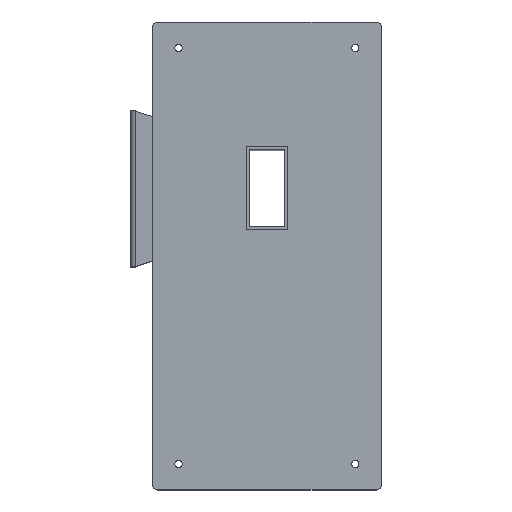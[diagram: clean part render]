
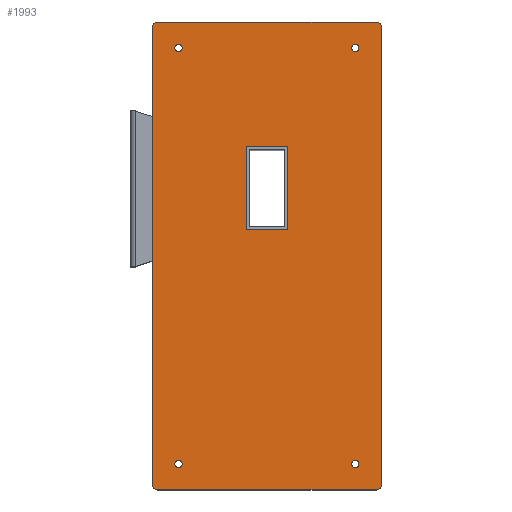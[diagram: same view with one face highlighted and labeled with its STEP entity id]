
A CAD part, top view. The second image highlights one B-rep face of the part: STEP entity #1993.
In plain terms, the highlighted planar face has unit normal (0, 0, 1).
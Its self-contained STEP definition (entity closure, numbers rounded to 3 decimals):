
#16 = CIRCLE ( 'NONE', #2158, 3.5 ) ;
#22 = CARTESIAN_POINT ( 'NONE',  ( 88.5, -265., 5. ) ) ;
#39 = VERTEX_POINT ( 'NONE', #1278 ) ;
#60 = VECTOR ( 'NONE', #1077, 1000. ) ;
#83 = CARTESIAN_POINT ( 'NONE',  ( 20., 40., 5. ) ) ;
#88 = CARTESIAN_POINT ( 'NONE',  ( -20., -40., 5. ) ) ;
#90 = EDGE_CURVE ( 'NONE', #1343, #1343, #16, .T. ) ;
#104 = PLANE ( 'NONE',  #1752 ) ;
#118 = DIRECTION ( 'NONE',  ( 0., 1., 0. ) ) ;
#126 = CARTESIAN_POINT ( 'NONE',  ( -20., 40., 5. ) ) ;
#151 = VERTEX_POINT ( 'NONE', #311 ) ;
#153 = CARTESIAN_POINT ( 'NONE',  ( 110., 155., 5. ) ) ;
#156 = ORIENTED_EDGE ( 'NONE', *, *, #1292, .T. ) ;
#161 = CIRCLE ( 'NONE', #838, 5. ) ;
#225 = CIRCLE ( 'NONE', #1373, 5. ) ;
#256 = CARTESIAN_POINT ( 'NONE',  ( -110., -285., 5. ) ) ;
#289 = DIRECTION ( 'NONE',  ( 1., 0., 0. ) ) ;
#298 = DIRECTION ( 'NONE',  ( -1., 0., 0. ) ) ;
#301 = CARTESIAN_POINT ( 'NONE',  ( -110., -285., 5. ) ) ;
#311 = CARTESIAN_POINT ( 'NONE',  ( -105., 160., 5. ) ) ;
#328 = LINE ( 'NONE', #1038, #1021 ) ;
#347 = ORIENTED_EDGE ( 'NONE', *, *, #1737, .F. ) ;
#348 = FACE_BOUND ( 'NONE', #1817, .T. ) ;
#365 = LINE ( 'NONE', #690, #1417 ) ;
#399 = LINE ( 'NONE', #256, #2033 ) ;
#433 = AXIS2_PLACEMENT_3D ( 'NONE', #1415, #1112, #1558 ) ;
#444 = EDGE_CURVE ( 'NONE', #683, #1793, #225, .T. ) ;
#452 = FACE_OUTER_BOUND ( 'NONE', #1372, .T. ) ;
#457 = DIRECTION ( 'NONE',  ( 0., 0., 1. ) ) ;
#462 = DIRECTION ( 'NONE',  ( 0., 0., 1. ) ) ;
#463 = VERTEX_POINT ( 'NONE', #1948 ) ;
#481 = CARTESIAN_POINT ( 'NONE',  ( -81.5, 135., 5. ) ) ;
#482 = DIRECTION ( 'NONE',  ( -1., 0., 0. ) ) ;
#505 = EDGE_CURVE ( 'NONE', #1642, #1898, #1567, .T. ) ;
#532 = ORIENTED_EDGE ( 'NONE', *, *, #2134, .T. ) ;
#543 = VERTEX_POINT ( 'NONE', #153 ) ;
#559 = CARTESIAN_POINT ( 'NONE',  ( -20., 40., 5. ) ) ;
#568 = VECTOR ( 'NONE', #1609, 1000. ) ;
#577 = CARTESIAN_POINT ( 'NONE',  ( 88.5, 135., 5. ) ) ;
#585 = DIRECTION ( 'NONE',  ( 0., 1., 0. ) ) ;
#589 = CARTESIAN_POINT ( 'NONE',  ( -20., -40., 5. ) ) ;
#604 = VECTOR ( 'NONE', #482, 1000. ) ;
#628 = DIRECTION ( 'NONE',  ( 0., 0., 1. ) ) ;
#629 = VERTEX_POINT ( 'NONE', #88 ) ;
#673 = CARTESIAN_POINT ( 'NONE',  ( -85., -265., 5. ) ) ;
#683 = VERTEX_POINT ( 'NONE', #301 ) ;
#690 = CARTESIAN_POINT ( 'NONE',  ( -105., 160., 5. ) ) ;
#694 = ORIENTED_EDGE ( 'NONE', *, *, #732, .F. ) ;
#701 = CIRCLE ( 'NONE', #1902, 3.5 ) ;
#727 = ORIENTED_EDGE ( 'NONE', *, *, #90, .F. ) ;
#731 = DIRECTION ( 'NONE',  ( 0., 0., 1. ) ) ;
#732 = EDGE_CURVE ( 'NONE', #1898, #463, #1500, .T. ) ;
#799 = ORIENTED_EDGE ( 'NONE', *, *, #1256, .T. ) ;
#801 = VECTOR ( 'NONE', #118, 1000. ) ;
#838 = AXIS2_PLACEMENT_3D ( 'NONE', #1408, #457, #1691 ) ;
#844 = ORIENTED_EDGE ( 'NONE', *, *, #1648, .F. ) ;
#929 = EDGE_LOOP ( 'NONE', ( #1482 ) ) ;
#938 = VECTOR ( 'NONE', #585, 1000. ) ;
#939 = ORIENTED_EDGE ( 'NONE', *, *, #1638, .F. ) ;
#952 = CARTESIAN_POINT ( 'NONE',  ( 105., -290., 5. ) ) ;
#958 = AXIS2_PLACEMENT_3D ( 'NONE', #2102, #1172, #1276 ) ;
#1021 = VECTOR ( 'NONE', #289, 1000. ) ;
#1033 = FACE_BOUND ( 'NONE', #2128, .T. ) ;
#1038 = CARTESIAN_POINT ( 'NONE',  ( -105., -290., 5. ) ) ;
#1077 = DIRECTION ( 'NONE',  ( 1., 0., 0. ) ) ;
#1079 = ORIENTED_EDGE ( 'NONE', *, *, #1520, .F. ) ;
#1090 = DIRECTION ( 'NONE',  ( -1., 0., 0. ) ) ;
#1112 = DIRECTION ( 'NONE',  ( 0., 0., 1. ) ) ;
#1135 = CARTESIAN_POINT ( 'NONE',  ( 110., -285., 5. ) ) ;
#1146 = EDGE_CURVE ( 'NONE', #1793, #1822, #328, .T. ) ;
#1172 = DIRECTION ( 'NONE',  ( 0., 0., 1. ) ) ;
#1192 = CARTESIAN_POINT ( 'NONE',  ( 20., -40., 5. ) ) ;
#1200 = EDGE_CURVE ( 'NONE', #1822, #1876, #1637, .T. ) ;
#1235 = DIRECTION ( 'NONE',  ( 0., 0., 1. ) ) ;
#1246 = FACE_BOUND ( 'NONE', #929, .T. ) ;
#1252 = LINE ( 'NONE', #589, #60 ) ;
#1256 = EDGE_CURVE ( 'NONE', #1876, #543, #1524, .T. ) ;
#1276 = DIRECTION ( 'NONE',  ( 1., 0., 0. ) ) ;
#1278 = CARTESIAN_POINT ( 'NONE',  ( -81.5, -265., 5. ) ) ;
#1290 = ORIENTED_EDGE ( 'NONE', *, *, #1146, .T. ) ;
#1292 = EDGE_CURVE ( 'NONE', #1390, #683, #399, .T. ) ;
#1305 = AXIS2_PLACEMENT_3D ( 'NONE', #673, #731, #1913 ) ;
#1320 = ORIENTED_EDGE ( 'NONE', *, *, #505, .F. ) ;
#1343 = VERTEX_POINT ( 'NONE', #577 ) ;
#1356 = DIRECTION ( 'NONE',  ( 1., 0., 0. ) ) ;
#1363 = DIRECTION ( 'NONE',  ( 0., 0., 1. ) ) ;
#1372 = EDGE_LOOP ( 'NONE', ( #1423, #799, #532, #1495, #2167, #156, #1912, #1290 ) ) ;
#1373 = AXIS2_PLACEMENT_3D ( 'NONE', #2020, #628, #298 ) ;
#1379 = EDGE_CURVE ( 'NONE', #2043, #151, #365, .T. ) ;
#1390 = VERTEX_POINT ( 'NONE', #1562 ) ;
#1399 = CARTESIAN_POINT ( 'NONE',  ( 105., -285., 5. ) ) ;
#1408 = CARTESIAN_POINT ( 'NONE',  ( 105., 155., 5. ) ) ;
#1415 = CARTESIAN_POINT ( 'NONE',  ( 105., -285., 5. ) ) ;
#1416 = CARTESIAN_POINT ( 'NONE',  ( 110., -285., 5. ) ) ;
#1417 = VECTOR ( 'NONE', #1599, 1000. ) ;
#1423 = ORIENTED_EDGE ( 'NONE', *, *, #1200, .T. ) ;
#1476 = CIRCLE ( 'NONE', #1305, 3.5 ) ;
#1482 = ORIENTED_EDGE ( 'NONE', *, *, #2077, .F. ) ;
#1495 = ORIENTED_EDGE ( 'NONE', *, *, #1379, .T. ) ;
#1500 = LINE ( 'NONE', #559, #604 ) ;
#1502 = AXIS2_PLACEMENT_3D ( 'NONE', #1957, #1363, #1090 ) ;
#1520 = EDGE_CURVE ( 'NONE', #629, #1642, #1252, .T. ) ;
#1524 = LINE ( 'NONE', #1416, #938 ) ;
#1532 = EDGE_LOOP ( 'NONE', ( #939 ) ) ;
#1534 = VERTEX_POINT ( 'NONE', #481 ) ;
#1558 = DIRECTION ( 'NONE',  ( 1., 0., 0. ) ) ;
#1562 = CARTESIAN_POINT ( 'NONE',  ( -110., 155., 5. ) ) ;
#1567 = LINE ( 'NONE', #83, #801 ) ;
#1599 = DIRECTION ( 'NONE',  ( -1., 0., 0. ) ) ;
#1609 = DIRECTION ( 'NONE',  ( 0., -1., 0. ) ) ;
#1612 = CARTESIAN_POINT ( 'NONE',  ( 85., -265., 5. ) ) ;
#1621 = CARTESIAN_POINT ( 'NONE',  ( 105., 160., 5. ) ) ;
#1629 = VERTEX_POINT ( 'NONE', #22 ) ;
#1637 = CIRCLE ( 'NONE', #433, 5. ) ;
#1638 = EDGE_CURVE ( 'NONE', #39, #39, #1476, .T. ) ;
#1642 = VERTEX_POINT ( 'NONE', #1192 ) ;
#1645 = EDGE_CURVE ( 'NONE', #151, #1390, #1884, .T. ) ;
#1648 = EDGE_CURVE ( 'NONE', #463, #629, #1743, .T. ) ;
#1685 = FACE_BOUND ( 'NONE', #1968, .T. ) ;
#1691 = DIRECTION ( 'NONE',  ( -1., 0., 0. ) ) ;
#1719 = DIRECTION ( 'NONE',  ( 1., 0., 0. ) ) ;
#1737 = EDGE_CURVE ( 'NONE', #1629, #1629, #701, .T. ) ;
#1743 = LINE ( 'NONE', #126, #568 ) ;
#1752 = AXIS2_PLACEMENT_3D ( 'NONE', #1399, #462, #1862 ) ;
#1760 = FACE_BOUND ( 'NONE', #1532, .T. ) ;
#1793 = VERTEX_POINT ( 'NONE', #1923 ) ;
#1815 = DIRECTION ( 'NONE',  ( 0., 0., 1. ) ) ;
#1817 = EDGE_LOOP ( 'NONE', ( #727 ) ) ;
#1820 = CARTESIAN_POINT ( 'NONE',  ( 20., 40., 5. ) ) ;
#1822 = VERTEX_POINT ( 'NONE', #952 ) ;
#1862 = DIRECTION ( 'NONE',  ( 1., 0., 0. ) ) ;
#1876 = VERTEX_POINT ( 'NONE', #1135 ) ;
#1883 = CARTESIAN_POINT ( 'NONE',  ( 85., 135., 5. ) ) ;
#1884 = CIRCLE ( 'NONE', #1502, 5. ) ;
#1898 = VERTEX_POINT ( 'NONE', #1820 ) ;
#1902 = AXIS2_PLACEMENT_3D ( 'NONE', #1612, #1815, #1719 ) ;
#1912 = ORIENTED_EDGE ( 'NONE', *, *, #444, .T. ) ;
#1913 = DIRECTION ( 'NONE',  ( 1., 0., 0. ) ) ;
#1923 = CARTESIAN_POINT ( 'NONE',  ( -105., -290., 5. ) ) ;
#1924 = CIRCLE ( 'NONE', #958, 3.5 ) ;
#1948 = CARTESIAN_POINT ( 'NONE',  ( -20., 40., 5. ) ) ;
#1957 = CARTESIAN_POINT ( 'NONE',  ( -105., 155., 5. ) ) ;
#1968 = EDGE_LOOP ( 'NONE', ( #347 ) ) ;
#1977 = DIRECTION ( 'NONE',  ( 0., -1., 0. ) ) ;
#1993 = ADVANCED_FACE ( 'NONE', ( #1246, #348, #1760, #1685, #452, #1033 ), #104, .T. ) ;
#2020 = CARTESIAN_POINT ( 'NONE',  ( -105., -285., 5. ) ) ;
#2033 = VECTOR ( 'NONE', #1977, 1000. ) ;
#2043 = VERTEX_POINT ( 'NONE', #1621 ) ;
#2077 = EDGE_CURVE ( 'NONE', #1534, #1534, #1924, .T. ) ;
#2102 = CARTESIAN_POINT ( 'NONE',  ( -85., 135., 5. ) ) ;
#2128 = EDGE_LOOP ( 'NONE', ( #1079, #844, #694, #1320 ) ) ;
#2134 = EDGE_CURVE ( 'NONE', #543, #2043, #161, .T. ) ;
#2158 = AXIS2_PLACEMENT_3D ( 'NONE', #1883, #1235, #1356 ) ;
#2167 = ORIENTED_EDGE ( 'NONE', *, *, #1645, .T. ) ;
